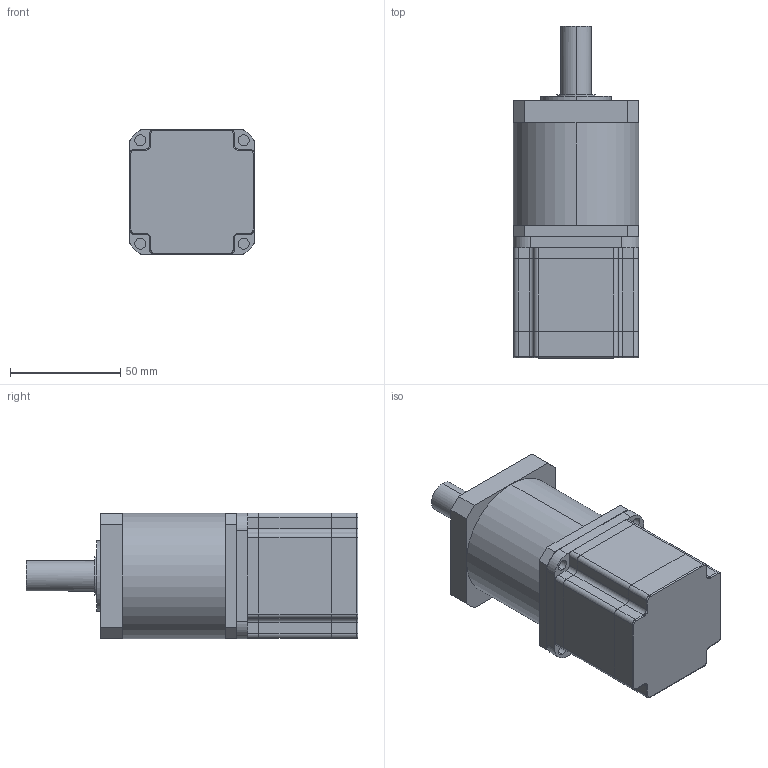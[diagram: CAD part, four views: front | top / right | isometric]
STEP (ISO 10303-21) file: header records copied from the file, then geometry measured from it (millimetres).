
FILE_DESCRIPTION (( 'STEP AP203' ), '1' );
FILE_NAME ('Motor 23HS22-2804d-HG50.STEP', '2019-10-20T06:40:21', ( '' ), ( '' ), 'SwSTEP 2.0', 'SolidWorks 2019', '' );
FILE_SCHEMA (( 'CONFIG_CONTROL_DESIGN' ));
Length unit declared in the file: millimetre
Products named in the file (1): Motor 23HS22-2804d-HG50
Bounding box: 57 x 150.65 x 57 mm (x, y, z)
Volume: 332594.7 mm3; surface area: 62543.7 mm2
Topology: 8 solids, 8 shells, 162 faces, 404 edges, 259 vertices
Faces by surface type: plane 80, cylinder 70, torus 12
Entity records: 4933 total; most frequent: DIRECTION 880, CARTESIAN_POINT 852, ORIENTED_EDGE 808, EDGE_CURVE 404, AXIS2_PLACEMENT_3D 315, VERTEX_POINT 259, LINE 250, VECTOR 250
